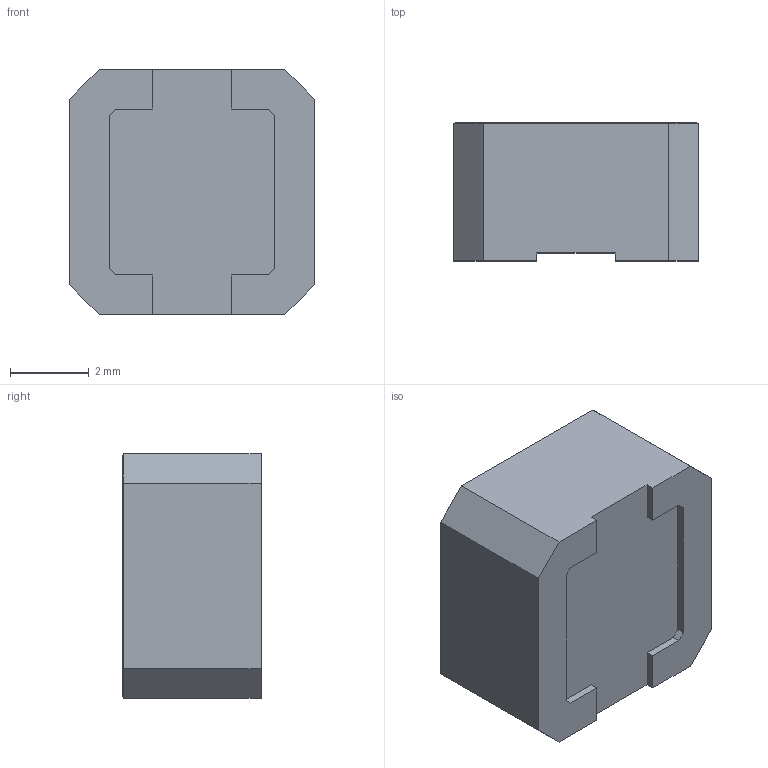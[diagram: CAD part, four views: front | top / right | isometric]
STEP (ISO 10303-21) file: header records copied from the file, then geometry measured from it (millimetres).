
FILE_DESCRIPTION(('FreeCAD Model'),'2;1');
FILE_NAME('Coilcraft-LPS6235-DEFAULT.step','2018-07-19T15:53:15',('kicad StepUp'),( 'ksu MCAD'),'Open CASCADE STEP processor 7.2','FreeCAD','Unknown');
FILE_SCHEMA(('AUTOMOTIVE_DESIGN { 1 0 10303 214 1 1 1 1 }'));
Length unit declared in the file: millimetre
Products named in the file (1): Coilcraft-LPS6235-DEFAULT
Bounding box: 6.21 x 3.5 x 6.21 mm (x, y, z)
Volume: 126.5 mm3; surface area: 158 mm2
Topology: 1 solids, 1 shells, 74 faces, 196 edges, 130 vertices
Faces by surface type: plane 63, bspline 9, cylinder 2
Entity records: 5372 total; most frequent: CARTESIAN_POINT 1012, DIRECTION 650, LINE 508, VECTOR 508, ORIENTED_EDGE 392, PCURVE 392, DEFINITIONAL_REPRESENTATION 392, EDGE_CURVE 196
